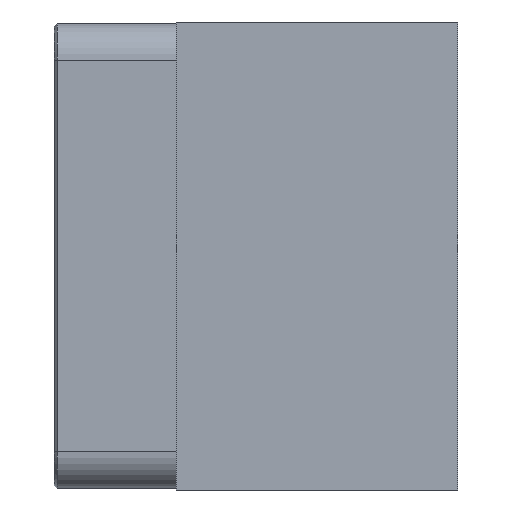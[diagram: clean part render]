
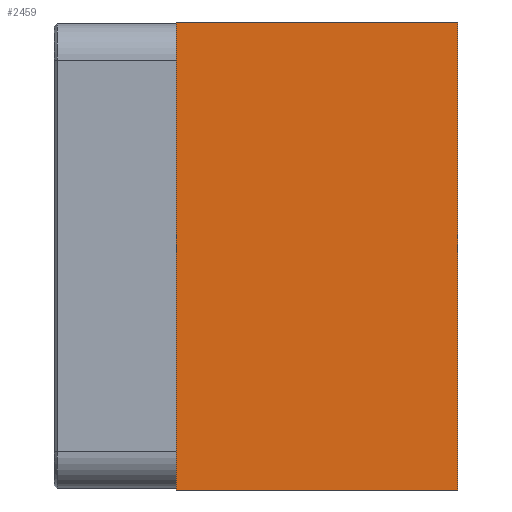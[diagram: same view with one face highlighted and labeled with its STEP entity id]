
A CAD part, left-side view. The second image highlights one B-rep face of the part: STEP entity #2459.
In plain terms, the highlighted planar face has unit normal (-1, 0, 0).
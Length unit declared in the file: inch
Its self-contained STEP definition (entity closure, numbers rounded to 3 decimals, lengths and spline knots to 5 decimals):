
#5=DIRECTION('',(0.,-1.,0.));
#6=VECTOR('',#5,2.875);
#7=CARTESIAN_POINT('',(0.,-1.25,0.));
#8=LINE('',#7,#6);
#205=DIRECTION('',(0.,0.,1.));
#206=VECTOR('',#205,4.781);
#207=CARTESIAN_POINT('',(0.,-4.125,0.));
#208=LINE('',#207,#206);
#279=DIRECTION('',(0.,0.,1.));
#280=VECTOR('',#279,4.781);
#281=CARTESIAN_POINT('',(0.,-1.25,0.));
#282=LINE('',#281,#280);
#295=DIRECTION('',(0.,-1.,0.));
#296=VECTOR('',#295,2.875);
#297=CARTESIAN_POINT('',(0.,-1.25,4.781));
#298=LINE('',#297,#296);
#1834=CARTESIAN_POINT('',(0.,-4.125,0.));
#1836=VERTEX_POINT('',#1834);
#1838=CARTESIAN_POINT('',(0.,-4.125,4.781));
#1840=VERTEX_POINT('',#1838);
#2130=CARTESIAN_POINT('',(0.,-1.25,0.));
#2132=VERTEX_POINT('',#2130);
#2134=CARTESIAN_POINT('',(0.,-1.25,4.781));
#2136=VERTEX_POINT('',#2134);
#2447=CARTESIAN_POINT('',(0.,0.,0.));
#2448=DIRECTION('',(-1.,0.,0.));
#2449=DIRECTION('',(0.,-1.,0.));
#2450=AXIS2_PLACEMENT_3D('',#2447,#2448,#2449);
#2451=PLANE('',#2450);
#2452=ORIENTED_EDGE('',*,*,#2196,.T.);
#2454=ORIENTED_EDGE('',*,*,#2453,.T.);
#2455=ORIENTED_EDGE('',*,*,#2397,.F.);
#2456=ORIENTED_EDGE('',*,*,#2177,.F.);
#2457=EDGE_LOOP('',(#2452,#2454,#2455,#2456));
#2458=FACE_OUTER_BOUND('',#2457,.F.);
#2459=ADVANCED_FACE('',(#2458),#2451,.T.);
#2177=EDGE_CURVE('',#2132,#1836,#8,.T.);
#2196=EDGE_CURVE('',#2132,#2136,#282,.T.);
#2397=EDGE_CURVE('',#1836,#1840,#208,.T.);
#2453=EDGE_CURVE('',#2136,#1840,#298,.T.);
